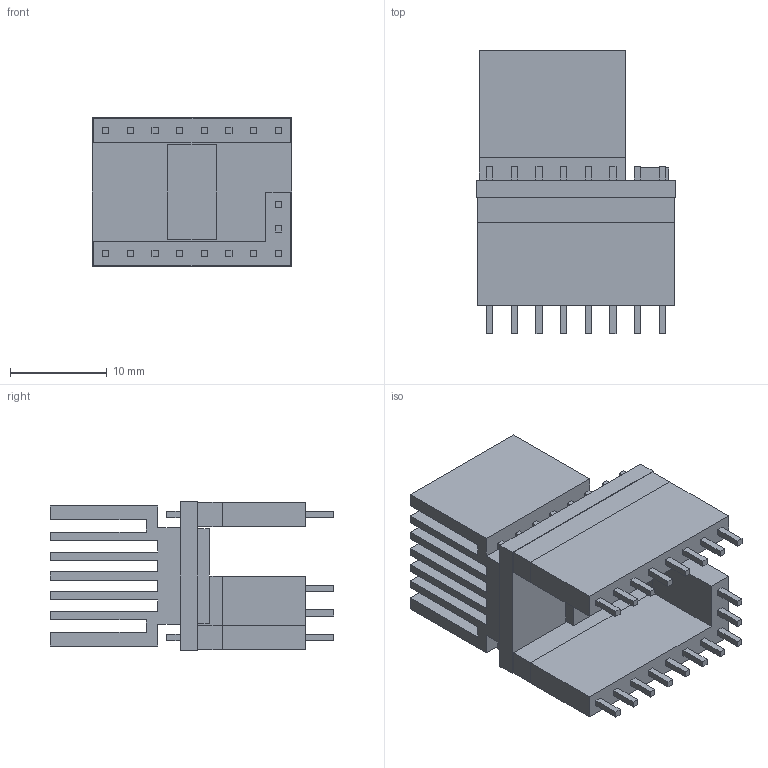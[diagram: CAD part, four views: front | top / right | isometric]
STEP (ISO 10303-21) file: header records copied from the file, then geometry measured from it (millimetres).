
FILE_DESCRIPTION (( 'STEP AP214' ), '1' );
FILE_NAME ('TMC2209_shield_heatsink.STEP', '2023-11-02T07:30:41', ( '' ), ( '' ), 'SwSTEP 2.0', 'SolidWorks 2022', '' );
FILE_SCHEMA (( 'AUTOMOTIVE_DESIGN' ));
Length unit declared in the file: millimetre
Products named in the file (1): TMC2209_shield_heatsink
Bounding box: 20.55 x 29.24 x 15.3 mm (x, y, z)
Volume: 3602.2 mm3; surface area: 6108.2 mm2
Topology: 8 solids, 8 shells, 363 faces, 876 edges, 584 vertices
Faces by surface type: plane 363
Entity records: 11239 total; most frequent: CARTESIAN_POINT 1824, ORIENTED_EDGE 1752, DIRECTION 1604, LINE 876, EDGE_CURVE 876, VECTOR 876, VERTEX_POINT 584, EDGE_LOOP 418
